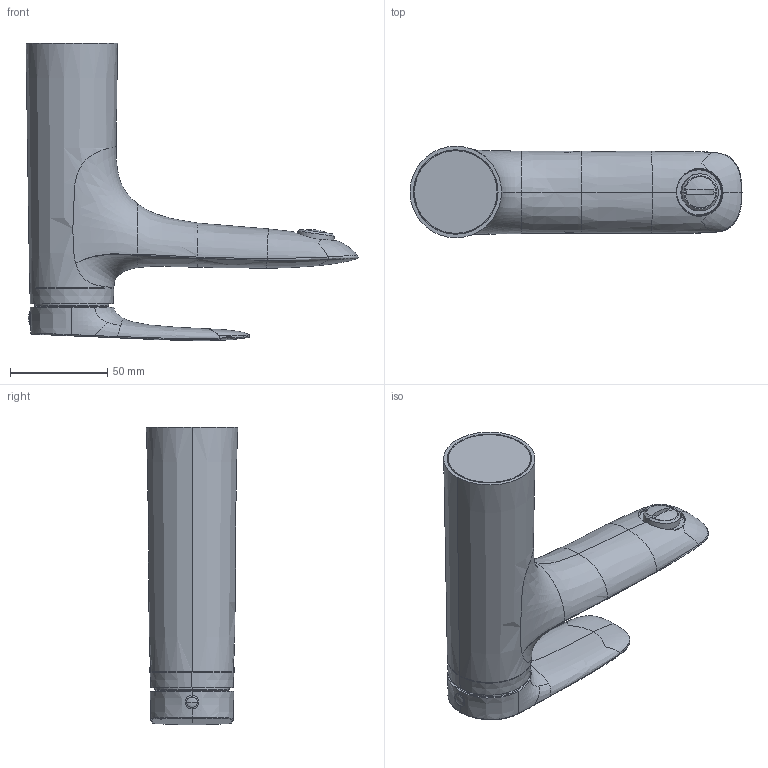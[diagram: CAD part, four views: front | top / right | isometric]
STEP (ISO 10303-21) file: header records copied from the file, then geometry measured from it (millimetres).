
FILE_DESCRIPTION((''),'2;1');
FILE_NAME('1A1016CP_ASM_ASM','2023-06-13T',('Administrator'),(''),'PRO/ENGINEER BY PARAMETRIC TECHNOLOGY CORPORATION, 2010280','PRO/ENGINEER BY PARAMETRIC TECHNOLOGY CORPORATION, 2010280','');
FILE_SCHEMA(('CONFIG_CONTROL_DESIGN'));
Length unit declared in the file: millimetre
Products named in the file (8): 2A1016-11CP_48; 2A4002-32CP_9; 2A1016-21CP_16; 3WZ1004NT_4; 3LS1001_2; 3ZS1006_2; 1A1016CP_ASM_23_ASM; 1A1016CP_ASM_ASM
Assembly tree (7 placements, depth 3):
  1A1016CP_ASM_ASM
    1A1016CP_ASM_23_ASM
      2A1016-11CP_48
      2A4002-32CP_9
      2A1016-21CP_16
      3WZ1004NT_4
      3LS1001_2
      3ZS1006_2
Bounding box: 170.45 x 47 x 152.7 mm (x, y, z)
Volume: 274950.7 mm3; surface area: 73342.8 mm2
Topology: 6 solids, 10 shells, 407 faces, 1071 edges, 691 vertices
Faces by surface type: plane 138, bspline 130, cylinder 102, cone 29, torus 4, sphere 4
Entity records: 34774 total; most frequent: CARTESIAN_POINT 25924, ORIENTED_EDGE 2130, DIRECTION 1280, EDGE_CURVE 1065, VERTEX_POINT 691, B_SPLINE_CURVE_WITH_KNOTS 550, AXIS2_PLACEMENT_3D 467, EDGE_LOOP 428
